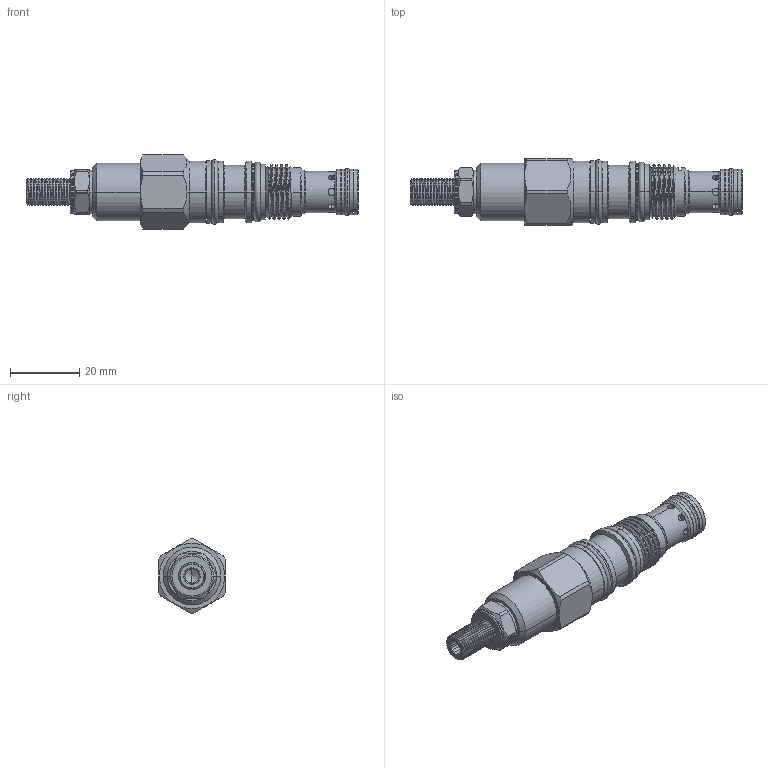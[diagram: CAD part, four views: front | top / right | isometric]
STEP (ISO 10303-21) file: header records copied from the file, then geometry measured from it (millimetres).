
FILE_DESCRIPTION (( 'STEP AP203' ), '1' );
FILE_NAME ('PB163A30(35)-L.STEP', '2020-04-15T08:03:18', ( '' ), ( '' ), 'SwSTEP 2.0', 'SolidWorks 2018', '' );
FILE_SCHEMA (( 'CONFIG_CONTROL_DESIGN' ));
Length unit declared in the file: millimetre
Products named in the file (1): PB163A30(35)-L
Bounding box: 95.7 x 19.05 x 21.4 mm (x, y, z)
Volume: 17085.3 mm3; surface area: 7117.6 mm2
Topology: 4 solids, 4 shells, 255 faces, 641 edges, 405 vertices
Faces by surface type: cylinder 140, plane 54, cone 38, torus 19, bspline 4
Entity records: 14885 total; most frequent: CARTESIAN_POINT 8981, ORIENTED_EDGE 1278, DIRECTION 1183, EDGE_CURVE 639, AXIS2_PLACEMENT_3D 484, VERTEX_POINT 405, EDGE_LOOP 276, FACE_OUTER_BOUND 255
